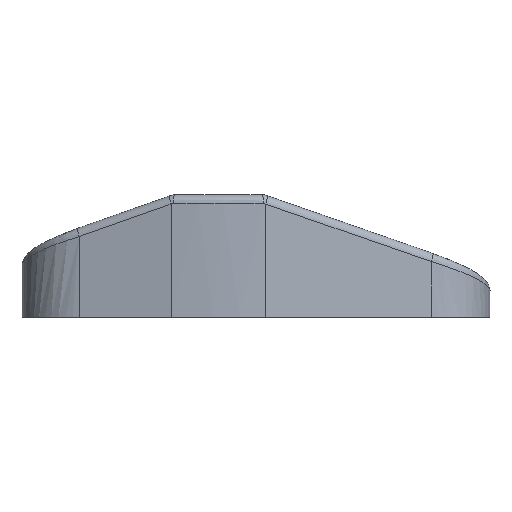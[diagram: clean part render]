
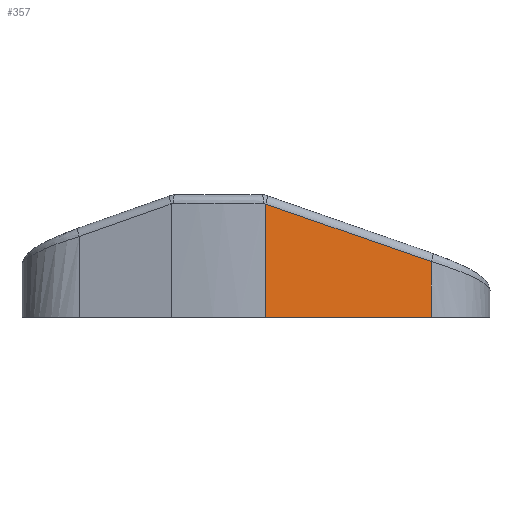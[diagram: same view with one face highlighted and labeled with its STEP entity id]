
A CAD part, front view. The second image highlights one B-rep face of the part: STEP entity #357.
In plain terms, the highlighted planar face has unit normal (0.166, -0.986, 0).
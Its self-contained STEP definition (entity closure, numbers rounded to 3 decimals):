
#21 = EDGE_CURVE('',#22,#24,#26,.T.);
#22 = VERTEX_POINT('',#23);
#23 = CARTESIAN_POINT('',(242.356,-211.404,39.792
    ));
#24 = VERTEX_POINT('',#25);
#25 = CARTESIAN_POINT('',(242.356,-211.404,103.9
    ));
#26 = SURFACE_CURVE('',#27,(#31,#45),.PCURVE_S1.);
#27 = LINE('',#28,#29);
#28 = CARTESIAN_POINT('',(242.356,-211.404,-33.993
    ));
#29 = VECTOR('',#30,1.);
#30 = DIRECTION('',(0.,0.,1.));
#31 = PCURVE('',#32,#40);
#32 = SURFACE_OF_LINEAR_EXTRUSION('',#33,#38);
#33 = CIRCLE('',#34,90.);
#34 = AXIS2_PLACEMENT_3D('',#35,#36,#37);
#35 = CARTESIAN_POINT('',(223.644,-124.124,-45.483
    ));
#36 = DIRECTION('',(0.294,0.186,0.937));
#37 = DIRECTION('',(0.208,-0.97,0.128));
#38 = VECTOR('',#39,1.);
#39 = DIRECTION('',(0.,0.,1.));
#40 = DEFINITIONAL_REPRESENTATION('',(#41),#44);
#41 = B_SPLINE_CURVE_WITH_KNOTS('',1,(#42,#43),.UNSPECIFIED.,.F.,.F.,(2,
    2),(0.,150.),.PIECEWISE_BEZIER_KNOTS.);
#42 = CARTESIAN_POINT('',(0.,0.));
#43 = CARTESIAN_POINT('',(0.,150.));
#44 = ( GEOMETRIC_REPRESENTATION_CONTEXT(2) 
PARAMETRIC_REPRESENTATION_CONTEXT() REPRESENTATION_CONTEXT('2D SPACE',''
  ) );
#45 = PCURVE('',#46,#51);
#46 = PLANE('',#47);
#47 = AXIS2_PLACEMENT_3D('',#48,#49,#50);
#48 = CARTESIAN_POINT('',(147.277,-227.44,
    74.031));
#49 = DIRECTION('',(0.166,-0.986,0.));
#50 = DIRECTION('',(0.933,0.157,-0.324));
#51 = DEFINITIONAL_REPRESENTATION('',(#52),#56);
#52 = LINE('',#53,#54);
#53 = CARTESIAN_POINT('',(126.221,-70.954));
#54 = VECTOR('',#55,1.);
#55 = DIRECTION('',(-0.324,0.946));
#56 = ( GEOMETRIC_REPRESENTATION_CONTEXT(2) 
PARAMETRIC_REPRESENTATION_CONTEXT() REPRESENTATION_CONTEXT('2D SPACE',''
  ) );
#120 = PLANE('',#121);
#121 = AXIS2_PLACEMENT_3D('',#122,#123,#124);
#122 = CARTESIAN_POINT('',(-400.,-321.738,39.792));
#123 = DIRECTION('',(0.,0.,1.));
#124 = DIRECTION('',(1.,0.,0.));
#357 = ADVANCED_FACE('',(#358),#46,.T.);
#358 = FACE_BOUND('',#359,.T.);
#359 = EDGE_LOOP('',(#360,#392,#411,#412));
#360 = ORIENTED_EDGE('',*,*,#361,.F.);
#361 = EDGE_CURVE('',#362,#364,#366,.T.);
#362 = VERTEX_POINT('',#363);
#363 = CARTESIAN_POINT('',(52.199,-243.477,
    39.792));
#364 = VERTEX_POINT('',#365);
#365 = CARTESIAN_POINT('',(52.199,-243.477,
    169.947));
#366 = SURFACE_CURVE('',#367,(#371,#378),.PCURVE_S1.);
#367 = LINE('',#368,#369);
#368 = CARTESIAN_POINT('',(52.199,-243.477,
    32.054));
#369 = VECTOR('',#370,1.);
#370 = DIRECTION('',(0.,0.,1.));
#371 = PCURVE('',#46,#372);
#372 = DEFINITIONAL_REPRESENTATION('',(#373),#377);
#373 = LINE('',#374,#375);
#374 = CARTESIAN_POINT('',(-77.618,-70.954));
#375 = VECTOR('',#376,1.);
#376 = DIRECTION('',(-0.324,0.946));
#377 = ( GEOMETRIC_REPRESENTATION_CONTEXT(2) 
PARAMETRIC_REPRESENTATION_CONTEXT() REPRESENTATION_CONTEXT('2D SPACE',''
  ) );
#378 = PCURVE('',#379,#387);
#379 = SURFACE_OF_LINEAR_EXTRUSION('',#380,#385);
#380 = CIRCLE('',#381,462.458);
#381 = AXIS2_PLACEMENT_3D('',#382,#383,#384);
#382 = CARTESIAN_POINT('',(1.869,212.301,
    -27.95));
#383 = DIRECTION('',(0.,-0.131,-0.991)
  );
#384 = DIRECTION('',(0.109,-0.986,0.13));
#385 = VECTOR('',#386,1.);
#386 = DIRECTION('',(0.,0.,1.));
#387 = DEFINITIONAL_REPRESENTATION('',(#388),#391);
#388 = B_SPLINE_CURVE_WITH_KNOTS('',1,(#389,#390),.UNSPECIFIED.,.F.,.F.,
  (2,2),(0.,150.),.PIECEWISE_BEZIER_KNOTS.);
#389 = CARTESIAN_POINT('',(0.,0.));
#390 = CARTESIAN_POINT('',(0.,150.));
#391 = ( GEOMETRIC_REPRESENTATION_CONTEXT(2) 
PARAMETRIC_REPRESENTATION_CONTEXT() REPRESENTATION_CONTEXT('2D SPACE',''
  ) );
#392 = ORIENTED_EDGE('',*,*,#393,.F.);
#393 = EDGE_CURVE('',#22,#362,#394,.T.);
#394 = SURFACE_CURVE('',#395,(#399,#405),.PCURVE_S1.);
#395 = LINE('',#396,#397);
#396 = CARTESIAN_POINT('',(-126.525,-273.621,
    39.792));
#397 = VECTOR('',#398,1.);
#398 = DIRECTION('',(-0.986,-0.166,0.));
#399 = PCURVE('',#46,#400);
#400 = DEFINITIONAL_REPRESENTATION('',(#401),#404);
#401 = B_SPLINE_CURVE_WITH_KNOTS('',1,(#402,#403),.UNSPECIFIED.,.F.,.F.,
  (2,2),(-426.045,-114.86),.PIECEWISE_BEZIER_KNOTS.);
#402 = CARTESIAN_POINT('',(151.465,15.684));
#403 = CARTESIAN_POINT('',(-142.932,-85.145));
#404 = ( GEOMETRIC_REPRESENTATION_CONTEXT(2) 
PARAMETRIC_REPRESENTATION_CONTEXT() REPRESENTATION_CONTEXT('2D SPACE',''
  ) );
#405 = PCURVE('',#120,#406);
#406 = DEFINITIONAL_REPRESENTATION('',(#407),#410);
#407 = B_SPLINE_CURVE_WITH_KNOTS('',1,(#408,#409),.UNSPECIFIED.,.F.,.F.,
  (2,2),(-426.045,-114.86),.PIECEWISE_BEZIER_KNOTS.);
#408 = CARTESIAN_POINT('',(693.586,118.975));
#409 = CARTESIAN_POINT('',(386.736,67.22));
#410 = ( GEOMETRIC_REPRESENTATION_CONTEXT(2) 
PARAMETRIC_REPRESENTATION_CONTEXT() REPRESENTATION_CONTEXT('2D SPACE',''
  ) );
#411 = ORIENTED_EDGE('',*,*,#21,.T.);
#412 = ORIENTED_EDGE('',*,*,#413,.F.);
#413 = EDGE_CURVE('',#364,#24,#414,.T.);
#414 = SURFACE_CURVE('',#415,(#419,#426),.PCURVE_S1.);
#415 = LINE('',#416,#417);
#416 = CARTESIAN_POINT('',(48.539,-244.094,
    171.218));
#417 = VECTOR('',#418,1.);
#418 = DIRECTION('',(0.933,0.157,-0.324));
#419 = PCURVE('',#46,#420);
#420 = DEFINITIONAL_REPRESENTATION('',(#421),#425);
#421 = LINE('',#422,#423);
#422 = CARTESIAN_POINT('',(-126.221,59.5));
#423 = VECTOR('',#424,1.);
#424 = DIRECTION('',(1.,0.));
#425 = ( GEOMETRIC_REPRESENTATION_CONTEXT(2) 
PARAMETRIC_REPRESENTATION_CONTEXT() REPRESENTATION_CONTEXT('2D SPACE',''
  ) );
#426 = PCURVE('',#427,#432);
#427 = CYLINDRICAL_SURFACE('',#428,10.);
#428 = AXIS2_PLACEMENT_3D('',#429,#430,#431);
#429 = CARTESIAN_POINT('',(46.876,-234.233,
    171.218));
#430 = DIRECTION('',(0.933,0.157,-0.324));
#431 = DIRECTION('',(0.166,-0.986,0.));
#432 = DEFINITIONAL_REPRESENTATION('',(#433),#437);
#433 = LINE('',#434,#435);
#434 = CARTESIAN_POINT('',(-0.,0.));
#435 = VECTOR('',#436,1.);
#436 = DIRECTION('',(-0.,1.));
#437 = ( GEOMETRIC_REPRESENTATION_CONTEXT(2) 
PARAMETRIC_REPRESENTATION_CONTEXT() REPRESENTATION_CONTEXT('2D SPACE',''
  ) );
